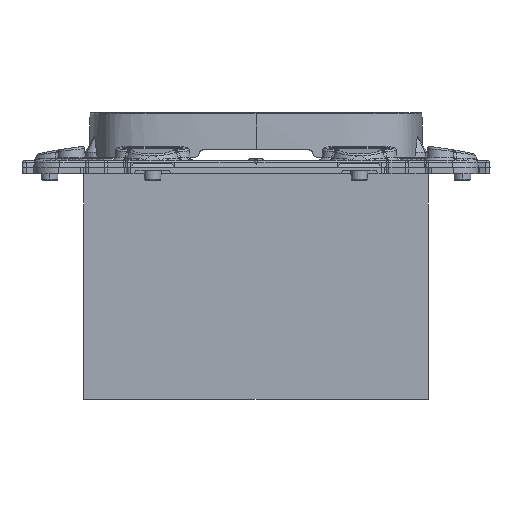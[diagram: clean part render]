
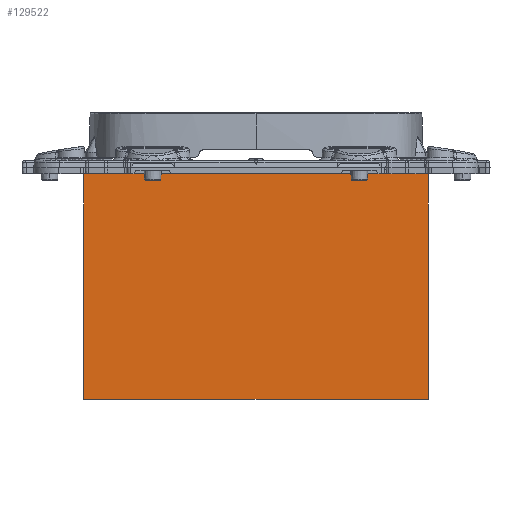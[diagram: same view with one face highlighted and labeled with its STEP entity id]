
A CAD part, left-side view. The second image highlights one B-rep face of the part: STEP entity #129522.
In plain terms, the highlighted planar face has unit normal (-1, 0, 0).
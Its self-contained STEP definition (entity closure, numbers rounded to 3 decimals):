
#129495=AXIS2_PLACEMENT_3D('Plane Axis2P3D',#129492,#129493,#129494) ;
#9990=CARTESIAN_POINT('Vertex',(-27.5,9.38,0.)) ;
#9997=CARTESIAN_POINT('Vertex',(-27.5,4.117,0.)) ;
#11967=CARTESIAN_POINT('Line Origine',(-27.5,-11.692,0.)) ;
#11971=CARTESIAN_POINT('Vertex',(-27.5,-27.5,0.)) ;
#12007=CARTESIAN_POINT('Vertex',(-27.5,27.5,0.)) ;
#12010=CARTESIAN_POINT('Line Origine',(-27.5,18.44,0.)) ;
#129465=CARTESIAN_POINT('Vertex',(-27.5,27.5,-36.)) ;
#129468=CARTESIAN_POINT('Line Origine',(-27.5,27.5,-18.)) ;
#129492=CARTESIAN_POINT('Axis2P3D Location',(-27.5,-27.5,0.)) ;
#129497=CARTESIAN_POINT('Line Origine',(-27.5,0.,-36.)) ;
#129501=CARTESIAN_POINT('Vertex',(-27.5,-27.5,-36.)) ;
#129504=CARTESIAN_POINT('Line Origine',(-27.5,-27.5,-18.)) ;
#129509=CARTESIAN_POINT('Line Origine',(-27.5,6.749,0.)) ;
#11968=DIRECTION('Vector Direction',(0.,1.,0.)) ;
#12011=DIRECTION('Vector Direction',(0.,1.,0.)) ;
#129469=DIRECTION('Vector Direction',(0.,0.,-1.)) ;
#129493=DIRECTION('Axis2P3D Direction',(-1.,0.,0.)) ;
#129494=DIRECTION('Axis2P3D XDirection',(0.,1.,0.)) ;
#129498=DIRECTION('Vector Direction',(0.,1.,0.)) ;
#129505=DIRECTION('Vector Direction',(0.,0.,-1.)) ;
#129510=DIRECTION('Vector Direction',(0.,1.,0.)) ;
#11969=VECTOR('Line Direction',#11968,1.) ;
#12012=VECTOR('Line Direction',#12011,1.) ;
#129470=VECTOR('Line Direction',#129469,1.) ;
#129499=VECTOR('Line Direction',#129498,1.) ;
#129506=VECTOR('Line Direction',#129505,1.) ;
#129511=VECTOR('Line Direction',#129510,1.) ;
#129515=ORIENTED_EDGE('',*,*,#129503,.T.) ;
#129516=ORIENTED_EDGE('',*,*,#129508,.F.) ;
#129517=ORIENTED_EDGE('',*,*,#11973,.F.) ;
#129518=ORIENTED_EDGE('',*,*,#129513,.F.) ;
#129519=ORIENTED_EDGE('',*,*,#12014,.F.) ;
#129520=ORIENTED_EDGE('',*,*,#129472,.T.) ;
#129522=ADVANCED_FACE('PartBody',(#129521),#129496,.T.) ;
#11973=EDGE_CURVE('',#9998,#11972,#11970,.F.) ;
#12014=EDGE_CURVE('',#12008,#9991,#12013,.F.) ;
#129472=EDGE_CURVE('',#12008,#129466,#129471,.T.) ;
#129503=EDGE_CURVE('',#129466,#129502,#129500,.F.) ;
#129508=EDGE_CURVE('',#11972,#129502,#129507,.T.) ;
#129513=EDGE_CURVE('',#9991,#9998,#129512,.F.) ;
#129514=EDGE_LOOP('',(#129515,#129516,#129517,#129518,#129519,#129520)) ;
#129521=FACE_OUTER_BOUND('',#129514,.T.) ;
#11970=LINE('Line',#11967,#11969) ;
#12013=LINE('Line',#12010,#12012) ;
#129471=LINE('Line',#129468,#129470) ;
#129500=LINE('Line',#129497,#129499) ;
#129507=LINE('Line',#129504,#129506) ;
#129512=LINE('Line',#129509,#129511) ;
#129496=PLANE('',#129495) ;
#9991=VERTEX_POINT('',#9990) ;
#9998=VERTEX_POINT('',#9997) ;
#11972=VERTEX_POINT('',#11971) ;
#12008=VERTEX_POINT('',#12007) ;
#129466=VERTEX_POINT('',#129465) ;
#129502=VERTEX_POINT('',#129501) ;
